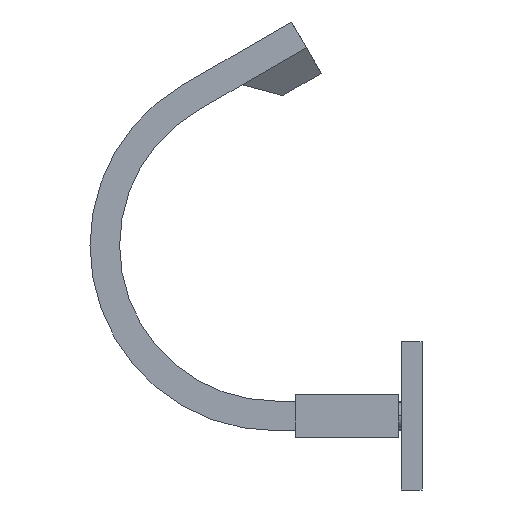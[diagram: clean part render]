
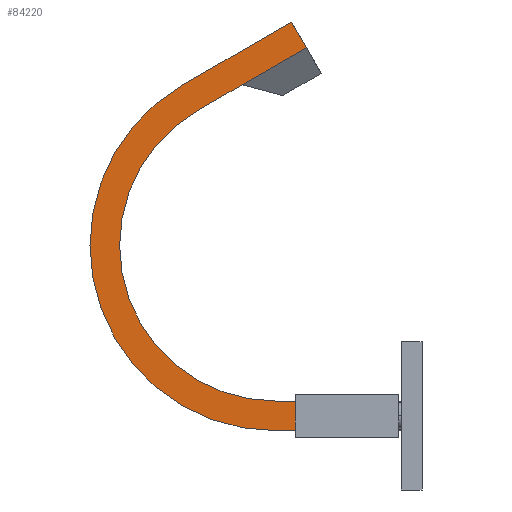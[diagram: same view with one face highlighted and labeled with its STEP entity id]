
A CAD part, left-side view. The second image highlights one B-rep face of the part: STEP entity #84220.
In plain terms, the highlighted planar face has unit normal (-1, 0, 0).
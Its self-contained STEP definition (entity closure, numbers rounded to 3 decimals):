
#32656=DIRECTION('',(0.,-0.5,-0.866));
#32657=VECTOR('',#32656,10.);
#32658=CARTESIAN_POINT('',(-15.,44.,132.83));
#32659=LINE('',#32658,#32657);
#32711=DIRECTION('',(0.,0.,-1.));
#32712=VECTOR('',#32711,10.);
#32713=CARTESIAN_POINT('',(-15.,7.,5.));
#32714=LINE('',#32713,#32712);
#33814=DIRECTION('',(0.,1.,0.));
#33815=VECTOR('',#33814,42.509);
#33816=CARTESIAN_POINT('',(-15.,7.,-5.));
#33817=LINE('',#33816,#33815);
#33818=CARTESIAN_POINT('',(-15.,49.509,57.491));
#33819=DIRECTION('',(1.,0.,0.));
#33820=DIRECTION('',(0.,0.,-1.));
#33821=AXIS2_PLACEMENT_3D('',#33818,#33819,#33820);
#33823=DIRECTION('',(0.,-0.866,0.5));
#33824=VECTOR('',#33823,42.44);
#33825=CARTESIAN_POINT('',(-15.,80.754,111.61));
#33826=LINE('',#33825,#33824);
#33827=DIRECTION('',(0.,-0.866,0.5));
#33828=VECTOR('',#33827,25.);
#33829=CARTESIAN_POINT('',(-15.,60.651,111.67));
#33830=LINE('',#33829,#33828);
#33859=DIRECTION('',(0.,-0.866,0.5));
#33860=VECTOR('',#33859,17.44);
#33861=CARTESIAN_POINT('',(-15.,75.754,102.95));
#33862=LINE('',#33861,#33860);
#33867=CARTESIAN_POINT('',(-15.,49.509,57.491));
#33868=DIRECTION('',(1.,0.,0.));
#33869=DIRECTION('',(0.,0.,-1.));
#33870=AXIS2_PLACEMENT_3D('',#33867,#33868,#33869);
#33872=DIRECTION('',(0.,1.,0.));
#33873=VECTOR('',#33872,42.509);
#33874=CARTESIAN_POINT('',(-15.,7.,5.));
#33875=LINE('',#33874,#33873);
#42159=CARTESIAN_POINT('',(-15.,49.509,-5.));
#42161=VERTEX_POINT('',#42159);
#42162=CARTESIAN_POINT('',(-15.,49.509,5.));
#42164=VERTEX_POINT('',#42162);
#42167=CARTESIAN_POINT('',(-15.,80.754,111.61));
#42169=VERTEX_POINT('',#42167);
#42170=CARTESIAN_POINT('',(-15.,75.754,102.95));
#42172=VERTEX_POINT('',#42170);
#42175=CARTESIAN_POINT('',(-15.,44.,132.83));
#42177=VERTEX_POINT('',#42175);
#42182=CARTESIAN_POINT('',(-15.,39.,124.17));
#42183=VERTEX_POINT('',#42182);
#42190=CARTESIAN_POINT('',(-15.,60.651,111.67));
#42191=VERTEX_POINT('',#42190);
#42263=CARTESIAN_POINT('',(-15.,7.,-5.));
#42265=VERTEX_POINT('',#42263);
#42266=CARTESIAN_POINT('',(-15.,7.,5.));
#42267=VERTEX_POINT('',#42266);
#84200=CARTESIAN_POINT('',(-15.,7.,-5.));
#84201=DIRECTION('',(-1.,0.,0.));
#84202=DIRECTION('',(0.,0.,1.));
#84203=AXIS2_PLACEMENT_3D('',#84200,#84201,#84202);
#84204=PLANE('',#84203);
#84205=ORIENTED_EDGE('',*,*,#82624,.T.);
#84206=ORIENTED_EDGE('',*,*,#84147,.T.);
#84207=ORIENTED_EDGE('',*,*,#84168,.T.);
#84208=ORIENTED_EDGE('',*,*,#84188,.T.);
#84209=ORIENTED_EDGE('',*,*,#82556,.T.);
#84211=ORIENTED_EDGE('',*,*,#84210,.F.);
#84213=ORIENTED_EDGE('',*,*,#84212,.F.);
#84215=ORIENTED_EDGE('',*,*,#84214,.F.);
#84217=ORIENTED_EDGE('',*,*,#84216,.F.);
#84218=EDGE_LOOP('',(#84205,#84206,#84207,#84208,#84209,#84211,#84213,#84215,
#84217));
#84219=FACE_OUTER_BOUND('',#84218,.F.);
#84220=ADVANCED_FACE('',(#84219),#84204,.T.);
#33822=CIRCLE('',#33821,62.491);
#33871=CIRCLE('',#33870,52.491);
#82556=EDGE_CURVE('',#42177,#42183,#32659,.T.);
#82624=EDGE_CURVE('',#42267,#42265,#32714,.T.);
#84147=EDGE_CURVE('',#42265,#42161,#33817,.T.);
#84168=EDGE_CURVE('',#42161,#42169,#33822,.T.);
#84188=EDGE_CURVE('',#42169,#42177,#33826,.T.);
#84210=EDGE_CURVE('',#42191,#42183,#33830,.T.);
#84212=EDGE_CURVE('',#42172,#42191,#33862,.T.);
#84214=EDGE_CURVE('',#42164,#42172,#33871,.T.);
#84216=EDGE_CURVE('',#42267,#42164,#33875,.T.);
